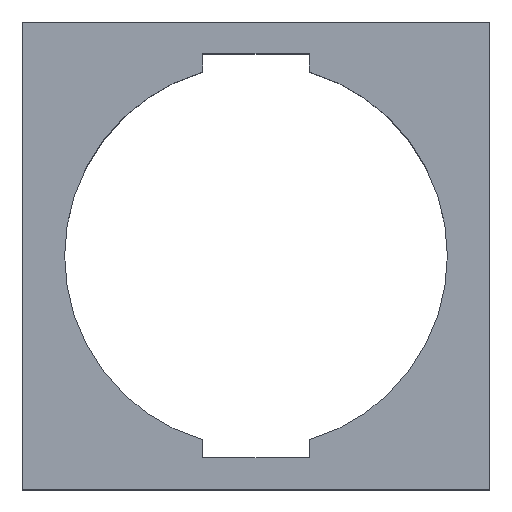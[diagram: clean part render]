
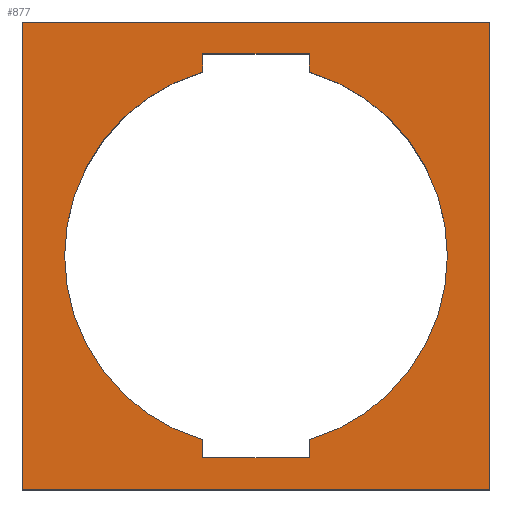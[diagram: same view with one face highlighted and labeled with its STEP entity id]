
A CAD part, top view. The second image highlights one B-rep face of the part: STEP entity #877.
In plain terms, the highlighted planar face has unit normal (0, 0, 1).
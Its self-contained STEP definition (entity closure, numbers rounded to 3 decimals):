
#489=CARTESIAN_POINT('POINT33',(110.,110.,60.));
#490=VERTEX_POINT('VERTEX33',#489);
#507=CARTESIAN_POINT('POINT36',(-110.,110.,60.));
#508=VERTEX_POINT('VERTEX36',#507);
#515=CARTESIAN_POINT('POS52',(0.,110.,60.));
#516=DIRECTION('DIR84',(-1.,0.,0.));
#517=VECTOR('VEC20',#516,1.);
#518=LINE('STRAIGHT20',#515,#517);
#519=EDGE_CURVE('EDGE52',#490,#508,#518,.T.);
#538=CARTESIAN_POINT('POINT38',(-110.,-110.,60.));
#539=VERTEX_POINT('VERTEX38',#538);
#546=CARTESIAN_POINT('POS56',(-110.,0.,60.));
#547=DIRECTION('DIR89',(0.,-1.,0.));
#548=VECTOR('VEC23',#547,1.);
#549=LINE('STRAIGHT23',#546,#548);
#550=EDGE_CURVE('EDGE55',#508,#539,#549,.T.);
#569=CARTESIAN_POINT('POINT40',(110.,-110.,60.));
#570=VERTEX_POINT('VERTEX40',#569);
#577=CARTESIAN_POINT('POS60',(0.,-110.,60.));
#578=DIRECTION('DIR94',(1.,0.,0.));
#579=VECTOR('VEC26',#578,1.);
#580=LINE('STRAIGHT26',#577,#579);
#581=EDGE_CURVE('EDGE58',#539,#570,#580,.T.);
#599=CARTESIAN_POINT('POS63',(110.,0.,60.));
#600=DIRECTION('DIR98',(0.,1.,0.));
#601=VECTOR('VEC28',#600,1.);
#602=LINE('STRAIGHT28',#599,#601);
#603=EDGE_CURVE('EDGE60',#570,#490,#602,.T.);
#629=CARTESIAN_POINT('POINT41',(25.,95.,60.));
#630=VERTEX_POINT('VERTEX41',#629);
#639=CARTESIAN_POINT('POINT43',(-25.,95.,60.));
#640=VERTEX_POINT('VERTEX43',#639);
#641=CARTESIAN_POINT('POS66',(0.,95.,60.));
#642=DIRECTION('DIR102',(1.,0.,0.));
#643=VECTOR('VEC30',#642,1.);
#644=LINE('STRAIGHT30',#641,#643);
#645=EDGE_CURVE('EDGE62',#640,#630,#644,.T.);
#669=CARTESIAN_POINT('POINT45',(25.,86.458,60.)
   );
#670=VERTEX_POINT('VERTEX45',#669);
#679=CARTESIAN_POINT('POS71',(25.,0.,60.));
#680=DIRECTION('DIR108',(0.,-1.,0.));
#681=VECTOR('VEC34',#680,1.);
#682=LINE('STRAIGHT34',#679,#681);
#683=EDGE_CURVE('EDGE66',#630,#670,#682,.T.);
#700=CARTESIAN_POINT('POINT47',(90.,0.,60.
   ));
#701=VERTEX_POINT('VERTEX47',#700);
#710=CARTESIAN_POINT('POS75',(0.,0.,60.));
#711=DIRECTION('DIR113',(0.,0.,-1.));
#712=DIRECTION('DIR114',(1.,0.,0.));
#713=AXIS2_PLACEMENT_3D('AXIS39',#710,#711,#712);
#714=CIRCLE('ELLIPSE17',#713,90.);
#715=EDGE_CURVE('EDGE69',#670,#701,#714,.T.);
#738=CARTESIAN_POINT('POINT50',(25.,-86.458,60.
   ));
#739=VERTEX_POINT('VERTEX50',#738);
#746=EDGE_CURVE('EDGE73',#701,#739,#714,.T.);
#756=CARTESIAN_POINT('POINT52',(25.,-95.,60.));
#757=VERTEX_POINT('VERTEX52',#756);
#764=EDGE_CURVE('EDGE76',#739,#757,#682,.T.);
#785=CARTESIAN_POINT('POINT53',(-25.,-95.,60.));
#786=VERTEX_POINT('VERTEX53',#785);
#795=CARTESIAN_POINT('POS81',(0.,-95.,60.));
#796=DIRECTION('DIR122',(-1.,0.,0.));
#797=VECTOR('VEC40',#796,1.);
#798=LINE('STRAIGHT40',#795,#797);
#799=EDGE_CURVE('EDGE78',#757,#786,#798,.T.);
#816=CARTESIAN_POINT('POINT55',(-25.,-86.458,
   60.));
#817=VERTEX_POINT('VERTEX55',#816);
#826=CARTESIAN_POINT('POS85',(-25.,0.,60.));
#827=DIRECTION('DIR127',(0.,1.,0.));
#828=VECTOR('VEC43',#827,1.);
#829=LINE('STRAIGHT43',#826,#828);
#830=EDGE_CURVE('EDGE81',#786,#817,#829,.T.);
#847=ORIENTED_EDGE('COEDGE141',*,*,#603,.T.);
#848=ORIENTED_EDGE('COEDGE142',*,*,#519,.T.);
#849=ORIENTED_EDGE('COEDGE143',*,*,#550,.T.);
#850=ORIENTED_EDGE('COEDGE144',*,*,#581,.T.);
#851=EDGE_LOOP('NONE',(#847,#848,#849,#850));
#852=FACE_BOUND('LOOP1',#851,.T.);
#853=CARTESIAN_POINT('POINT57',(-25.,86.458,60.
   ));
#854=VERTEX_POINT('VERTEX57',#853);
#855=EDGE_CURVE('EDGE83',#854,#640,#829,.T.);
#856=ORIENTED_EDGE('COEDGE145',*,*,#855,.T.);
#857=ORIENTED_EDGE('COEDGE146',*,*,#645,.T.);
#858=ORIENTED_EDGE('COEDGE147',*,*,#683,.T.);
#859=ORIENTED_EDGE('COEDGE148',*,*,#715,.T.);
#860=ORIENTED_EDGE('COEDGE149',*,*,#746,.T.);
#861=ORIENTED_EDGE('COEDGE150',*,*,#764,.T.);
#862=ORIENTED_EDGE('COEDGE151',*,*,#799,.T.);
#863=ORIENTED_EDGE('COEDGE152',*,*,#830,.T.);
#864=CARTESIAN_POINT('POINT58',(-90.,0.,60.
   ));
#865=VERTEX_POINT('VERTEX58',#864);
#866=EDGE_CURVE('EDGE84',#817,#865,#714,.T.);
#867=ORIENTED_EDGE('COEDGE153',*,*,#866,.T.);
#868=EDGE_CURVE('EDGE85',#865,#854,#714,.T.);
#869=ORIENTED_EDGE('COEDGE154',*,*,#868,.T.);
#870=EDGE_LOOP('NONE',(#856,#857,#858,#859,#860,#861,#862,#863,#867,#869
   ));
#871=FACE_BOUND('LOOP1',#870,.T.);
#872=CARTESIAN_POINT('POS88',(0.,0.,60.));
#873=DIRECTION('DIR131',(0.,0.,1.));
#874=DIRECTION('DIR132',(1.,0.,0.));
#875=AXIS2_PLACEMENT_3D('AXIS44',#872,#873,#874);
#876=PLANE('PLANE17',#875);
#877=ADVANCED_FACE('FACE36',(#852,#871),#876,.T.);
